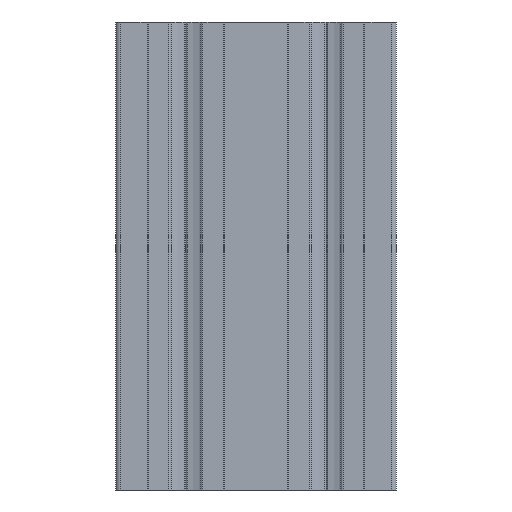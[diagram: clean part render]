
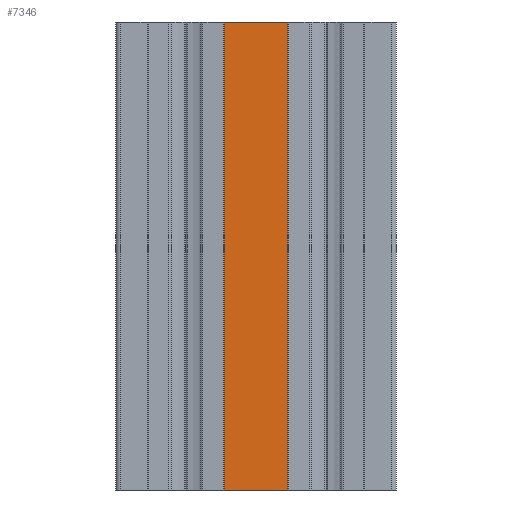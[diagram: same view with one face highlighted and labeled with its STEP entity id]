
A CAD part, front view. The second image highlights one B-rep face of the part: STEP entity #7346.
In plain terms, the highlighted planar face has unit normal (0, -1, 0).
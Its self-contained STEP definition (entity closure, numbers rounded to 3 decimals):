
#7288=CARTESIAN_POINT('',(7.403,-29.201,100.0));
#7289=VERTEX_POINT('',#7288);
#7297=CARTESIAN_POINT('',(7.403,-29.201,0.0));
#7298=VERTEX_POINT('',#7297);
#7299=CARTESIAN_POINT('',(7.403,-29.201,0.0));
#7300=DIRECTION('',(0.0,0.0,1.0));
#7301=VECTOR('',#7300,100.0);
#7302=LINE('',#7299,#7301);
#7303=EDGE_CURVE('',#7298,#7289,#7302,.T.);
#7316=CARTESIAN_POINT('',(0.64,-29.201,0.0));
#7317=DIRECTION('',(0.0,-1.0,0.0));
#7318=DIRECTION('',(0.0,0.0,-1.0));
#7319=AXIS2_PLACEMENT_3D('',#7316,#7317,#7318);
#7320=PLANE('',#7319);
#7321=CARTESIAN_POINT('',(-6.123,-29.201,100.0));
#7322=VERTEX_POINT('',#7321);
#7323=CARTESIAN_POINT('',(7.403,-29.201,100.0));
#7324=DIRECTION('',(-1.0,0.0,0.0));
#7325=VECTOR('',#7324,13.525);
#7326=LINE('',#7323,#7325);
#7327=EDGE_CURVE('',#7289,#7322,#7326,.T.);
#7328=ORIENTED_EDGE('',*,*,#7327,.T.);
#7329=CARTESIAN_POINT('',(-6.123,-29.201,0.0));
#7330=VERTEX_POINT('',#7329);
#7331=CARTESIAN_POINT('',(-6.123,-29.201,0.0));
#7332=DIRECTION('',(0.0,0.0,1.0));
#7333=VECTOR('',#7332,100.0);
#7334=LINE('',#7331,#7333);
#7335=EDGE_CURVE('',#7330,#7322,#7334,.T.);
#7336=ORIENTED_EDGE('',*,*,#7335,.F.);
#7337=CARTESIAN_POINT('',(-6.123,-29.201,0.0));
#7338=DIRECTION('',(1.0,0.0,0.0));
#7339=VECTOR('',#7338,13.525);
#7340=LINE('',#7337,#7339);
#7341=EDGE_CURVE('',#7330,#7298,#7340,.T.);
#7342=ORIENTED_EDGE('',*,*,#7341,.T.);
#7343=ORIENTED_EDGE('',*,*,#7303,.T.);
#7344=EDGE_LOOP('',(#7328,#7336,#7342,#7343));
#7345=FACE_OUTER_BOUND('',#7344,.T.);
#7346=ADVANCED_FACE('',(#7345),#7320,.T.);
